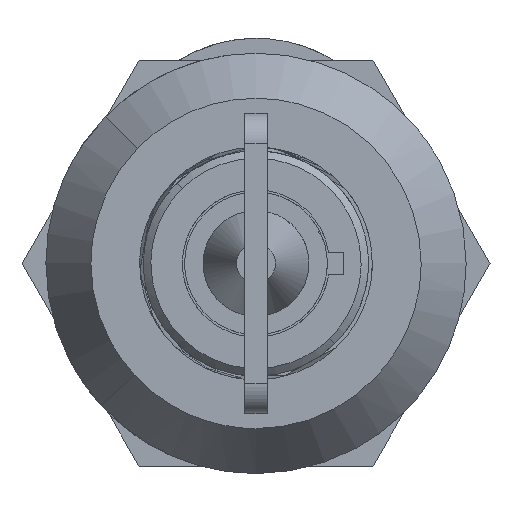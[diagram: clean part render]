
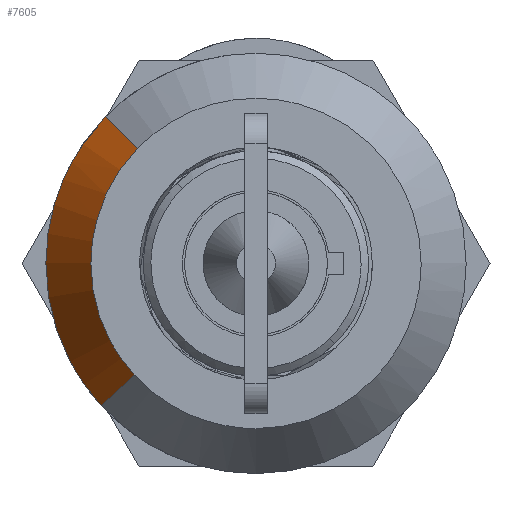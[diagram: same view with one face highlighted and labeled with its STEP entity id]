
A CAD part, front view. The second image highlights one B-rep face of the part: STEP entity #7605.
In plain terms, the highlighted free-form (B-spline) face has degree [2, 1] with [3, 2] control points.
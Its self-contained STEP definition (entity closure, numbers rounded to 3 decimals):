
#7410=CARTESIAN_POINT('',(-6.,7.883,7.672));
#7411=VERTEX_POINT('',#7410);
#7450=CARTESIAN_POINT('',(-6.,8.11,-7.431));
#7451=VERTEX_POINT('',#7450);
#7461=CARTESIAN_POINT('',(-1.5,10.322,-9.458));
#7462=VERTEX_POINT('',#7461);
#7463=CARTESIAN_POINT('',(-6.,8.11,-7.431));
#7464=CARTESIAN_POINT('',(-1.5,10.322,-9.458));
#7465=QUASI_UNIFORM_CURVE('',1,(#7463,#7464),.UNSPECIFIED.,.F.,.U.);
#7466=EDGE_CURVE('',#7451,#7462,#7465,.T.);
#7527=CARTESIAN_POINT('',(-1.5,10.033,9.764));
#7528=VERTEX_POINT('',#7527);
#7538=CARTESIAN_POINT('',(-6.,7.883,7.672));
#7539=CARTESIAN_POINT('',(-1.5,10.033,9.764));
#7540=QUASI_UNIFORM_CURVE('',1,(#7538,#7539),.UNSPECIFIED.,.F.,.U.);
#7541=EDGE_CURVE('',#7411,#7528,#7540,.T.);
#7546=CARTESIAN_POINT('',(-6.113,8.055,-7.381));
#7547=CARTESIAN_POINT('',(-6.113,15.025,0.226));
#7548=CARTESIAN_POINT('',(-6.113,7.829,7.619));
#7549=CARTESIAN_POINT('',(-1.385,10.379,-9.51));
#7550=CARTESIAN_POINT('',(-1.385,19.36,0.291));
#7551=CARTESIAN_POINT('',(-1.385,10.088,9.818));
#7559=(BOUNDED_SURFACE()B_SPLINE_SURFACE(2,1,((#7546,#7549),(#7547,#7550),(#7548,#7551)),.UNSPECIFIED.,.F.,.F.,.U.)B_SPLINE_SURFACE_WITH_KNOTS((3,3),(2,2),(0.0,22.384),(0.0,5.682),.UNSPECIFIED.)GEOMETRIC_REPRESENTATION_ITEM()RATIONAL_B_SPLINE_SURFACE(((1.0,1.0),(0.719,0.719),(0.978,0.978)))REPRESENTATION_ITEM('')SURFACE());
#7560=CARTESIAN_POINT('',(-6.0,11.,0.));
#7561=VERTEX_POINT('',#7560);
#7562=CARTESIAN_POINT('',(-6.,7.883,7.672));
#7563=CARTESIAN_POINT('',(-6.,8.562,6.975));
#7564=CARTESIAN_POINT('',(-6.,9.546,5.65));
#7565=CARTESIAN_POINT('',(-6.,10.695,3.051));
#7566=CARTESIAN_POINT('',(-6.,11.001,1.194));
#7567=CARTESIAN_POINT('',(-6.0,11.,0.));
#7568=B_SPLINE_CURVE_WITH_KNOTS('',3,(#7562,#7563,#7564,#7565,#7566,#7567),.UNSPECIFIED.,.F.,.U.,(4,1,1,4),(0.,2.918,4.908,8.49),.UNSPECIFIED.);
#7569=EDGE_CURVE('',#7411,#7561,#7568,.T.);
#7570=ORIENTED_EDGE('',*,*,#7569,.F.);
#7571=ORIENTED_EDGE('',*,*,#7541,.T.);
#7572=CARTESIAN_POINT('',(-1.5,14.,0.));
#7573=VERTEX_POINT('',#7572);
#7574=CARTESIAN_POINT('',(-1.5,10.033,9.764));
#7575=CARTESIAN_POINT('',(-1.5,10.976,8.796));
#7576=CARTESIAN_POINT('',(-1.5,12.31,6.954));
#7577=CARTESIAN_POINT('',(-1.5,13.672,3.601));
#7578=CARTESIAN_POINT('',(-1.5,14.001,1.351));
#7579=CARTESIAN_POINT('',(-1.5,14.,0.));
#7580=B_SPLINE_CURVE_WITH_KNOTS('',3,(#7574,#7575,#7576,#7577,#7578,#7579),.UNSPECIFIED.,.F.,.U.,(4,1,1,4),(0.,4.052,6.753,10.805),.UNSPECIFIED.);
#7581=EDGE_CURVE('',#7528,#7573,#7580,.T.);
#7582=ORIENTED_EDGE('',*,*,#7581,.T.);
#7583=CARTESIAN_POINT('',(-1.5,14.,0.));
#7584=CARTESIAN_POINT('',(-1.5,14.,-0.811));
#7585=CARTESIAN_POINT('',(-1.5,13.84,-2.65));
#7586=CARTESIAN_POINT('',(-1.5,13.123,-5.105));
#7587=CARTESIAN_POINT('',(-1.5,11.921,-7.476));
#7588=CARTESIAN_POINT('',(-1.5,10.943,-8.78));
#7589=CARTESIAN_POINT('',(-1.5,10.322,-9.458));
#7590=B_SPLINE_CURVE_WITH_KNOTS('',3,(#7583,#7584,#7585,#7586,#7587,#7588,#7589),.UNSPECIFIED.,.F.,.U.,(4,1,1,1,4),(0.,2.434,5.517,7.626,10.385),.UNSPECIFIED.);
#7591=EDGE_CURVE('',#7573,#7462,#7590,.T.);
#7592=ORIENTED_EDGE('',*,*,#7591,.T.);
#7593=ORIENTED_EDGE('',*,*,#7466,.F.);
#7594=CARTESIAN_POINT('',(-6.0,11.,0.));
#7595=CARTESIAN_POINT('',(-6.,11.,-0.807));
#7596=CARTESIAN_POINT('',(-6.,10.84,-2.252));
#7597=CARTESIAN_POINT('',(-6.,10.015,-4.855));
#7598=CARTESIAN_POINT('',(-6.,8.972,-6.492));
#7599=CARTESIAN_POINT('',(-6.,8.11,-7.431));
#7600=B_SPLINE_CURVE_WITH_KNOTS('',3,(#7594,#7595,#7596,#7597,#7598,#7599),.UNSPECIFIED.,.F.,.U.,(4,1,1,4),(0.,2.422,4.335,8.159),.UNSPECIFIED.);
#7601=EDGE_CURVE('',#7561,#7451,#7600,.T.);
#7602=ORIENTED_EDGE('',*,*,#7601,.F.);
#7603=EDGE_LOOP('',(#7570,#7571,#7582,#7592,#7593,#7602));
#7604=FACE_OUTER_BOUND('',#7603,.T.);
#7605=ADVANCED_FACE('',(#7604),#7559,.T.);
